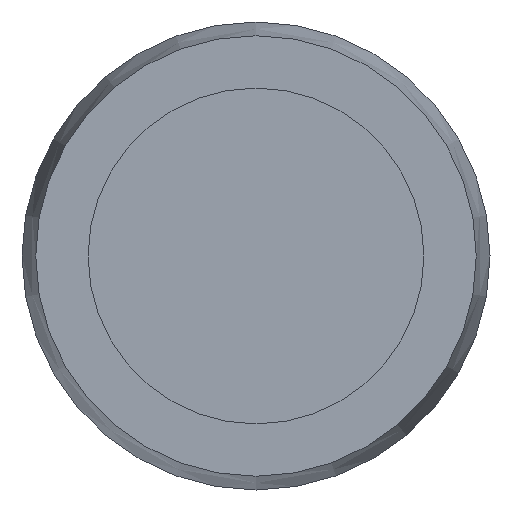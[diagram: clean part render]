
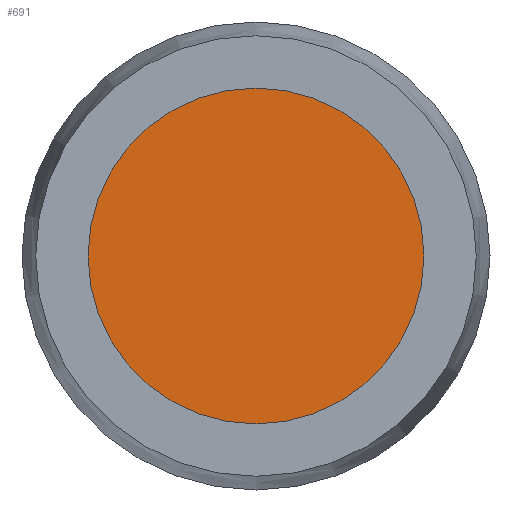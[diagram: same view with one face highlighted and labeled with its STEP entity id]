
A CAD part, front view. The second image highlights one B-rep face of the part: STEP entity #691.
In plain terms, the highlighted planar face has unit normal (0, -1, 0).
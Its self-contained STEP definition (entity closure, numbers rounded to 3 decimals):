
#396=FACE_OUTER_BOUND('',#1656,.T.);
#691=ADVANCED_FACE('',(#396),#879,.T.);
#879=PLANE('',#5200);
#1039=CIRCLE('',#5199,6.1);
#1656=EDGE_LOOP('',(#2704));
#2704=ORIENTED_EDGE('',*,*,#4056,.T.);
#3456=VERTEX_POINT('',#8374);
#4056=EDGE_CURVE('',#3456,#3456,#1039,.T.);
#5199=AXIS2_PLACEMENT_3D('',#8373,#6267,#6268);
#5200=AXIS2_PLACEMENT_3D('',#8375,#6269,#6270);
#6267=DIRECTION('',(0.,-1.,0.));
#6268=DIRECTION('',(1.,0.,0.));
#6269=DIRECTION('',(0.,-1.,0.));
#6270=DIRECTION('',(0.,0.,1.));
#8373=CARTESIAN_POINT('',(0.,-80.,0.));
#8374=CARTESIAN_POINT('',(6.1,-80.,0.));
#8375=CARTESIAN_POINT('',(0.,-80.,0.));
